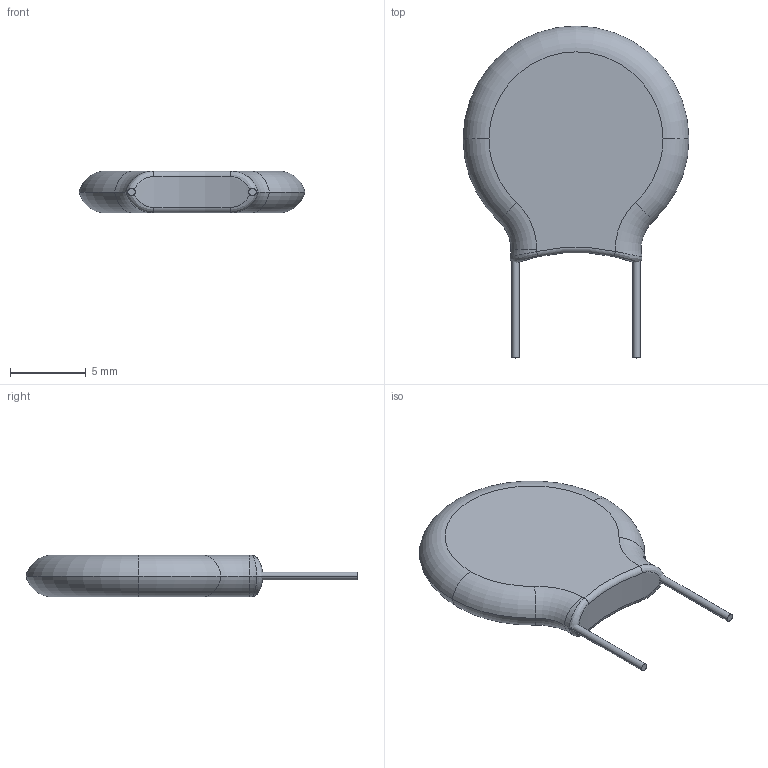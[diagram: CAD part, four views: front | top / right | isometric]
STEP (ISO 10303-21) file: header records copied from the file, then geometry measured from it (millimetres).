
FILE_DESCRIPTION (( 'STEP AP214' ), '1' );
FILE_NAME ('Hitano 10nF 2kV (D15mm).STEP', '2024-09-03T11:43:40', ( '' ), ( '' ), 'SwSTEP 2.0', 'SolidWorks 2021', '' );
FILE_SCHEMA (( 'AUTOMOTIVE_DESIGN' ));
Length unit declared in the file: millimetre
Products named in the file (1): Hitano 10nF 2kV (D15mm)
Bounding box: 14.92 x 21.93 x 2.75 mm (x, y, z)
Volume: 453.5 mm3; surface area: 457.7 mm2
Topology: 3 solids, 3 shells, 210 faces, 573 edges, 377 vertices
Faces by surface type: plane 116, bspline 71, torus 18, cylinder 5
Entity records: 10590 total; most frequent: CARTESIAN_POINT 4021, ORIENTED_EDGE 1146, DIRECTION 587, EDGE_CURVE 573, VERTEX_POINT 377, B_SPLINE_CURVE_WITH_KNOTS 318, EDGE_LOOP 218, FACE_OUTER_BOUND 210
